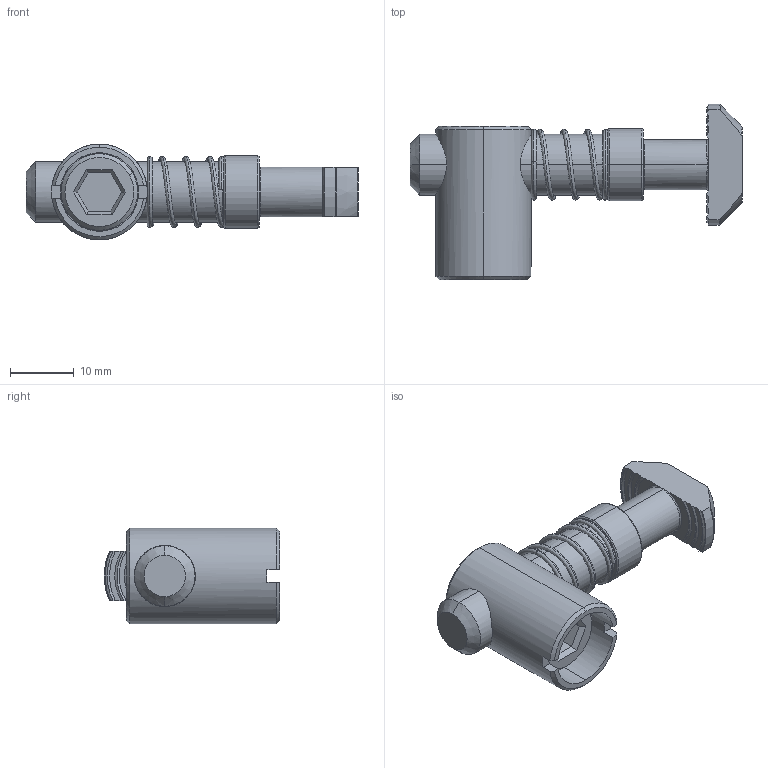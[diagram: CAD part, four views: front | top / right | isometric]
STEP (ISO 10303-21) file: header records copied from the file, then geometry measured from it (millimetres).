
FILE_DESCRIPTION (( 'STEP AP214' ), '1' );
FILE_NAME ('099b081511s.STEP', '2014-08-21T07:15:28', ( '' ), ( '' ), 'SwSTEP 2.0', 'SolidWorks 2014', '' );
FILE_SCHEMA (( 'AUTOMOTIVE_DESIGN' ));
Length unit declared in the file: millimetre
Products named in the file (5): 099b081511s-3_Standard; 4din914m1212m_Standard; 099b081511s-1_Standard; 099b081511s-2_Standard; 099b081511s
Assembly tree (4 placements, depth 2):
  099b081511s
    099b081511s-2_Standard
    099b081511s-1_Standard
    4din914m1212m_Standard
    099b081511s-3_Standard
Bounding box: 52 x 27.47 x 15 mm (x, y, z)
Volume: 6497.1 mm3; surface area: 4976.4 mm2
Topology: 4 solids, 4 shells, 119 faces, 293 edges, 177 vertices
Faces by surface type: plane 46, cone 29, torus 18, cylinder 18, bspline 8
Entity records: 5795 total; most frequent: CARTESIAN_POINT 2866, DIRECTION 578, ORIENTED_EDGE 570, EDGE_CURVE 285, AXIS2_PLACEMENT_3D 236, VERTEX_POINT 177, EDGE_LOOP 126, FACE_OUTER_BOUND 119
